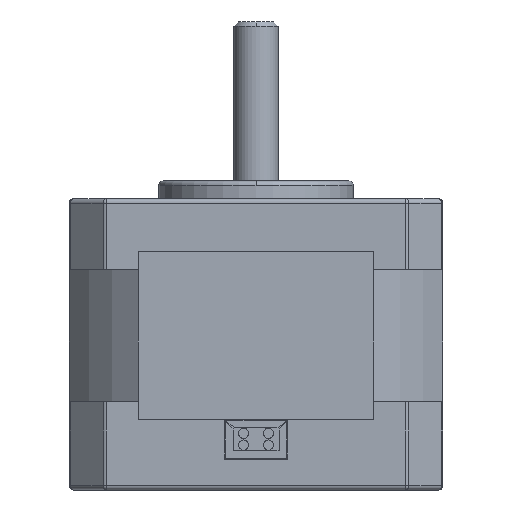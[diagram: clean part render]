
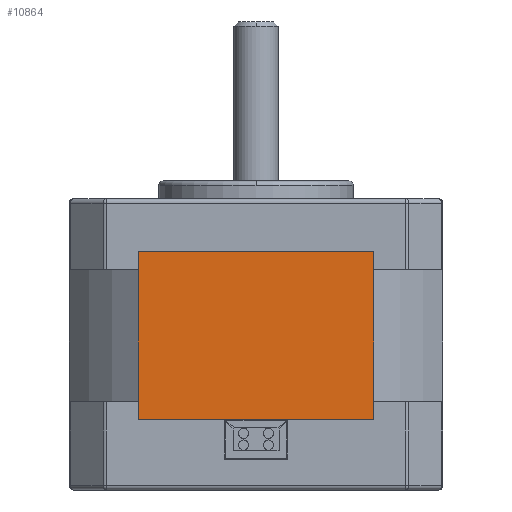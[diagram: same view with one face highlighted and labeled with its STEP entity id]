
A CAD part, front view. The second image highlights one B-rep face of the part: STEP entity #10864.
In plain terms, the highlighted planar face has unit normal (0, -1, 0).
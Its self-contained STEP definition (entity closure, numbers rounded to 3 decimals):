
#287 = ORIENTED_EDGE ( 'NONE', *, *, #4943, .F. ) ;
#297 = VERTEX_POINT ( 'NONE', #1787 ) ;
#1304 = CARTESIAN_POINT ( 'NONE',  ( 13.314, -21.16, 86.85 ) ) ;
#1399 = LINE ( 'NONE', #3914, #11348 ) ;
#1502 = DIRECTION ( 'NONE',  ( -1., 0., 0. ) ) ;
#1615 = PLANE ( 'NONE',  #10808 ) ;
#1787 = CARTESIAN_POINT ( 'NONE',  ( -13.314, -21.16, 27. ) ) ;
#3338 = ORIENTED_EDGE ( 'NONE', *, *, #11580, .F. ) ;
#3364 = VERTEX_POINT ( 'NONE', #9312 ) ;
#3728 = DIRECTION ( 'NONE',  ( -1., 0., 0. ) ) ;
#3914 = CARTESIAN_POINT ( 'NONE',  ( 0., -21.16, 8. ) ) ;
#4943 = EDGE_CURVE ( 'NONE', #3364, #8458, #1399, .T. ) ;
#5251 = VECTOR ( 'NONE', #8318, 1000. ) ;
#5534 = ORIENTED_EDGE ( 'NONE', *, *, #5928, .F. ) ;
#5581 = FACE_OUTER_BOUND ( 'NONE', #8621, .T. ) ;
#5588 = CARTESIAN_POINT ( 'NONE',  ( 0., -21.16, 27. ) ) ;
#5606 = LINE ( 'NONE', #7435, #10477 ) ;
#5698 = CARTESIAN_POINT ( 'NONE',  ( 0., -21.16, 86.85 ) ) ;
#5928 = EDGE_CURVE ( 'NONE', #8458, #297, #5606, .T. ) ;
#5973 = CARTESIAN_POINT ( 'NONE',  ( -13.314, -21.16, 8. ) ) ;
#6677 = DIRECTION ( 'NONE',  ( 0., 0., -1. ) ) ;
#7383 = EDGE_CURVE ( 'NONE', #10644, #297, #10322, .T. ) ;
#7435 = CARTESIAN_POINT ( 'NONE',  ( -13.314, -21.16, 86.85 ) ) ;
#7742 = VECTOR ( 'NONE', #1502, 1000. ) ;
#8318 = DIRECTION ( 'NONE',  ( 0., 0., -1. ) ) ;
#8458 = VERTEX_POINT ( 'NONE', #5973 ) ;
#8621 = EDGE_LOOP ( 'NONE', ( #10765, #5534, #287, #3338 ) ) ;
#9312 = CARTESIAN_POINT ( 'NONE',  ( 13.314, -21.16, 8. ) ) ;
#10103 = CARTESIAN_POINT ( 'NONE',  ( 13.314, -21.16, 27. ) ) ;
#10322 = LINE ( 'NONE', #5588, #7742 ) ;
#10373 = DIRECTION ( 'NONE',  ( 0., 0., 1. ) ) ;
#10477 = VECTOR ( 'NONE', #10373, 1000. ) ;
#10644 = VERTEX_POINT ( 'NONE', #10103 ) ;
#10765 = ORIENTED_EDGE ( 'NONE', *, *, #7383, .T. ) ;
#10808 = AXIS2_PLACEMENT_3D ( 'NONE', #5698, #12543, #6677 ) ;
#10864 = ADVANCED_FACE ( 'NONE', ( #5581 ), #1615, .T. ) ;
#11348 = VECTOR ( 'NONE', #3728, 1000. ) ;
#11580 = EDGE_CURVE ( 'NONE', #10644, #3364, #12743, .T. ) ;
#12543 = DIRECTION ( 'NONE',  ( 0., -1., 0. ) ) ;
#12743 = LINE ( 'NONE', #1304, #5251 ) ;
